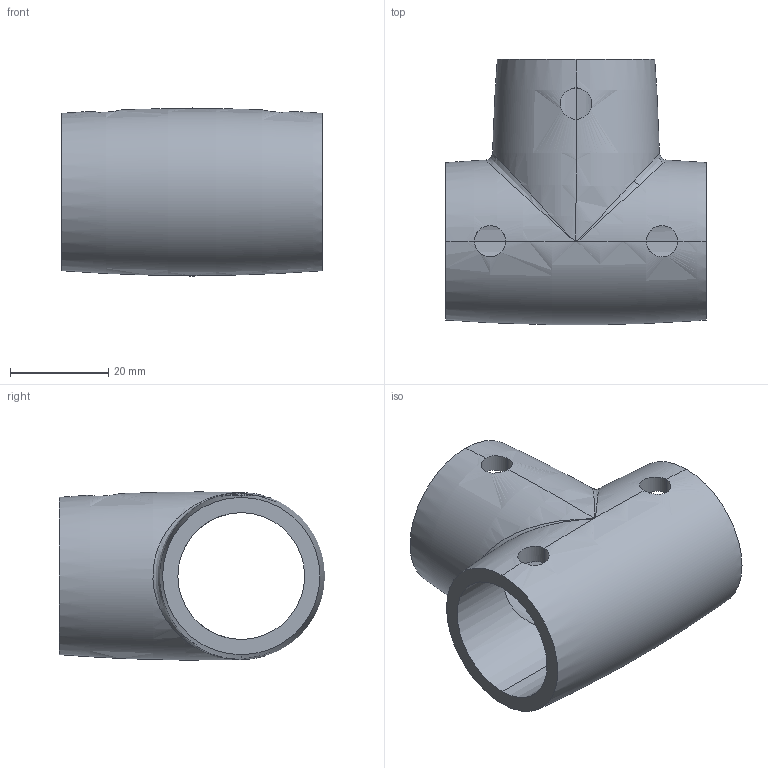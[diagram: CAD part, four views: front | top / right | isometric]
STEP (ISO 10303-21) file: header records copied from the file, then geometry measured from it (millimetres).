
FILE_DESCRIPTION (( 'STEP AP203' ), '1' );
FILE_NAME ('sone3D.STEP', '2014-07-23T05:43:04', ( '' ), ( '' ), 'SwSTEP 2.0', 'SolidWorks 2012', '' );
FILE_SCHEMA (( 'CONFIG_CONTROL_DESIGN' ));
Length unit declared in the file: millimetre
Products named in the file (1): sone3D
Bounding box: 53 x 53.96 x 34.19 mm (x, y, z)
Volume: 24385.8 mm3; surface area: 13986.7 mm2
Topology: 1 solids, 1 shells, 21 faces, 66 edges, 40 vertices
Faces by surface type: cylinder 11, torus 5, plane 3, bspline 2
Entity records: 1924 total; most frequent: CARTESIAN_POINT 1294, ORIENTED_EDGE 132, DIRECTION 101, EDGE_CURVE 66, AXIS2_PLACEMENT_3D 43, VERTEX_POINT 40, B_SPLINE_CURVE_WITH_KNOTS 26, EDGE_LOOP 24
